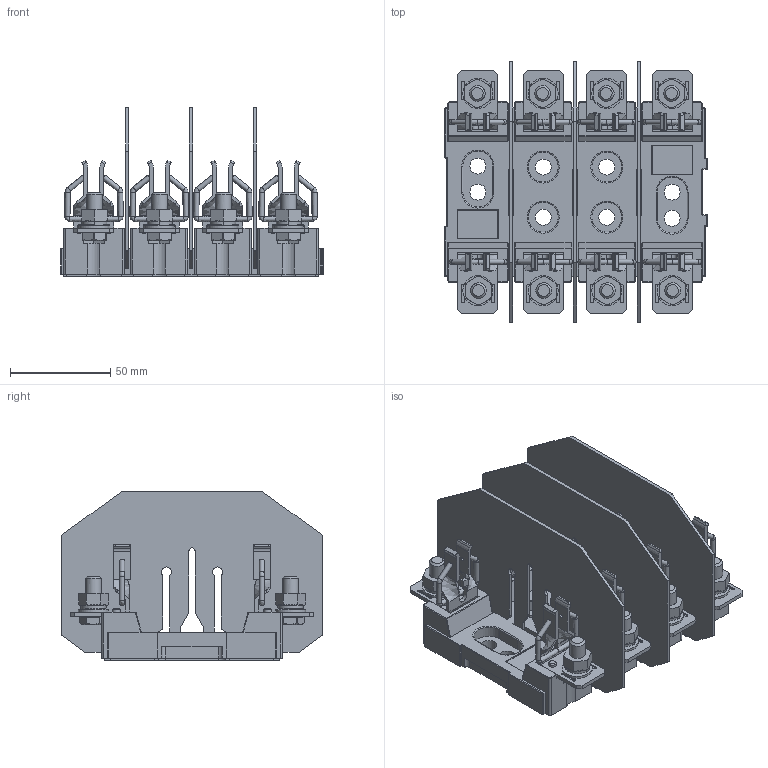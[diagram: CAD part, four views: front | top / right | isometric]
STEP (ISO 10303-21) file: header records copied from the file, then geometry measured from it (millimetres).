
FILE_DESCRIPTION(/* description */ (''),/* implementation_level */ '2;1');
FILE_NAME(/* name */ 'RT16-00 4P.prt.stp',/* time_stamp */ '2025-03-14T10:36:12+08:00',/* author */ (''),/* organization */ (''),/* preprocessor_version */ 'ST-DEVELOPER v16',/* originating_system */ 'SIEMENS PLM Software NX 10.0',/* authorisation */ '');
FILE_SCHEMA (('CONFIG_CONTROL_DESIGN'));
Products named in the file (1): RT16-00 4P
Bounding box: 131 x 130 x 84 mm (x, y, z)
Volume: 193208 mm3; surface area: 158168.8 mm2
Topology: 100 solids, 100 shells, 2562 faces, 6540 edges, 4209 vertices
Faces by surface type: plane 1310, cylinder 727, bspline 228, cone 144, torus 105, sphere 40, extrusion 8
Full cylindrical faces by diameter (mm): 1.8 x16, 2.5 x32, 3.2 x16, 3.9 x16, 4.5 x16, 5 x16, 6.7 x8, 7 x16, 7.5 x16, 7.8 x8, 8 x8, 8.5 x8, 9.2 x4, 10 x8, 15 x12
Entity records: 83202 total; most frequent: CARTESIAN_POINT 24340, ORIENTED_EDGE 12076, DIRECTION 11542, EDGE_CURVE 6038, AXIS2_PLACEMENT_3D 4073, VERTEX_POINT 4063, VECTOR 3396, LINE 3388
